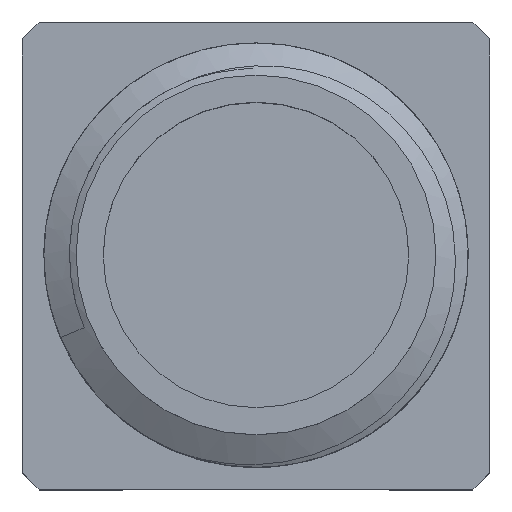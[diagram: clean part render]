
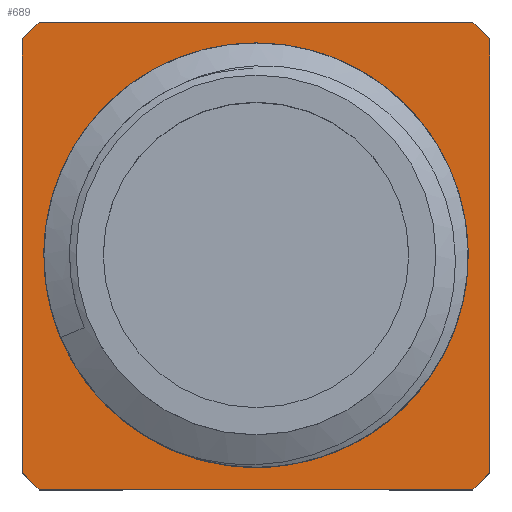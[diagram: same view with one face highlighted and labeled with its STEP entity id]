
A CAD part, top view. The second image highlights one B-rep face of the part: STEP entity #689.
In plain terms, the highlighted planar face has unit normal (0, 0, 1).
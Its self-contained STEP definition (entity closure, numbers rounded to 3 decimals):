
#20=FACE_BOUND('',#96,.T.);
#26=PLANE('',#744);
#56=FACE_OUTER_BOUND('',#95,.T.);
#95=EDGE_LOOP('',(#507,#508,#509,#510,#511,#512,#513,#514));
#96=EDGE_LOOP('',(#515));
#131=CIRCLE('',#745,2.692);
#170=LINE('',#1729,#242);
#177=LINE('',#1743,#249);
#178=LINE('',#1744,#250);
#179=LINE('',#1746,#251);
#180=LINE('',#1748,#252);
#181=LINE('',#1750,#253);
#182=LINE('',#1752,#254);
#183=LINE('',#1753,#255);
#242=VECTOR('',#815,6.492);
#249=VECTOR('',#824,6.492);
#250=VECTOR('',#825,0.359);
#251=VECTOR('',#826,0.359);
#252=VECTOR('',#827,6.492);
#253=VECTOR('',#828,0.359);
#254=VECTOR('',#829,6.492);
#255=VECTOR('',#830,0.359);
#321=VERTEX_POINT('',#1727);
#322=VERTEX_POINT('',#1728);
#327=VERTEX_POINT('',#1741);
#328=VERTEX_POINT('',#1742);
#329=VERTEX_POINT('',#1745);
#330=VERTEX_POINT('',#1747);
#331=VERTEX_POINT('',#1749);
#332=VERTEX_POINT('',#1751);
#333=VERTEX_POINT('',#1754);
#393=EDGE_CURVE('',#321,#322,#170,.T.);
#400=EDGE_CURVE('',#327,#328,#177,.T.);
#401=EDGE_CURVE('',#327,#322,#178,.T.);
#402=EDGE_CURVE('',#321,#329,#179,.T.);
#403=EDGE_CURVE('',#330,#329,#180,.T.);
#404=EDGE_CURVE('',#330,#331,#181,.T.);
#405=EDGE_CURVE('',#332,#331,#182,.T.);
#406=EDGE_CURVE('',#332,#328,#183,.T.);
#407=EDGE_CURVE('',#333,#333,#131,.T.);
#507=ORIENTED_EDGE('',*,*,#400,.F.);
#508=ORIENTED_EDGE('',*,*,#401,.T.);
#509=ORIENTED_EDGE('',*,*,#393,.F.);
#510=ORIENTED_EDGE('',*,*,#402,.T.);
#511=ORIENTED_EDGE('',*,*,#403,.F.);
#512=ORIENTED_EDGE('',*,*,#404,.T.);
#513=ORIENTED_EDGE('',*,*,#405,.F.);
#514=ORIENTED_EDGE('',*,*,#406,.T.);
#515=ORIENTED_EDGE('',*,*,#407,.T.);
#689=ADVANCED_FACE('',(#56,#20),#26,.F.);
#744=AXIS2_PLACEMENT_3D('',#1740,#822,#823);
#745=AXIS2_PLACEMENT_3D('',#1755,#831,#832);
#815=DIRECTION('',(0.,1.,0.));
#822=DIRECTION('center_axis',(0.,0.,-1.));
#823=DIRECTION('ref_axis',(0.,1.,0.));
#824=DIRECTION('',(1.,0.,0.));
#825=DIRECTION('',(-0.707,-0.707,0.));
#826=DIRECTION('',(0.707,-0.707,0.));
#827=DIRECTION('',(-1.,0.,0.));
#828=DIRECTION('',(0.707,0.707,0.));
#829=DIRECTION('',(0.,-1.,0.));
#830=DIRECTION('',(-0.707,0.707,0.));
#831=DIRECTION('center_axis',(0.,0.,-1.));
#832=DIRECTION('ref_axis',(0.,1.,0.));
#1727=CARTESIAN_POINT('',(-3.5,-3.246,-7.86));
#1728=CARTESIAN_POINT('',(-3.5,3.246,-7.86));
#1729=CARTESIAN_POINT('',(-3.5,-3.246,-7.86));
#1740=CARTESIAN_POINT('Origin',(0.,0.,-7.86));
#1741=CARTESIAN_POINT('',(-3.246,3.5,-7.86));
#1742=CARTESIAN_POINT('',(3.246,3.5,-7.86));
#1743=CARTESIAN_POINT('',(-3.246,3.5,-7.86));
#1744=CARTESIAN_POINT('',(-3.246,3.5,-7.86));
#1745=CARTESIAN_POINT('',(-3.246,-3.5,-7.86));
#1746=CARTESIAN_POINT('',(-3.5,-3.246,-7.86));
#1747=CARTESIAN_POINT('',(3.246,-3.5,-7.86));
#1748=CARTESIAN_POINT('',(3.246,-3.5,-7.86));
#1749=CARTESIAN_POINT('',(3.5,-3.246,-7.86));
#1750=CARTESIAN_POINT('',(3.246,-3.5,-7.86));
#1751=CARTESIAN_POINT('',(3.5,3.246,-7.86));
#1752=CARTESIAN_POINT('',(3.5,3.246,-7.86));
#1753=CARTESIAN_POINT('',(3.5,3.246,-7.86));
#1754=CARTESIAN_POINT('',(0.,-2.692,-7.86));
#1755=CARTESIAN_POINT('Origin',(0.,0.,-7.86));
